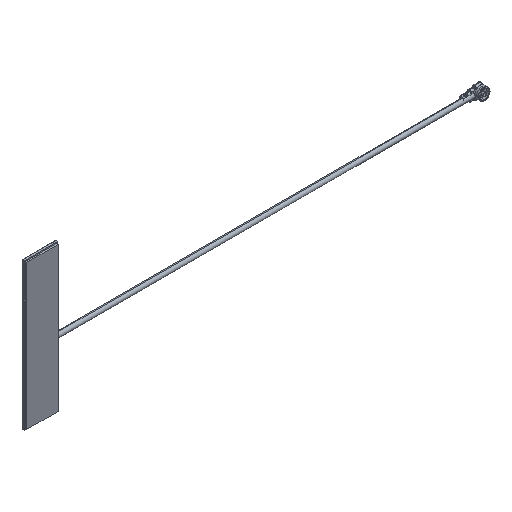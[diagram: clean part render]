
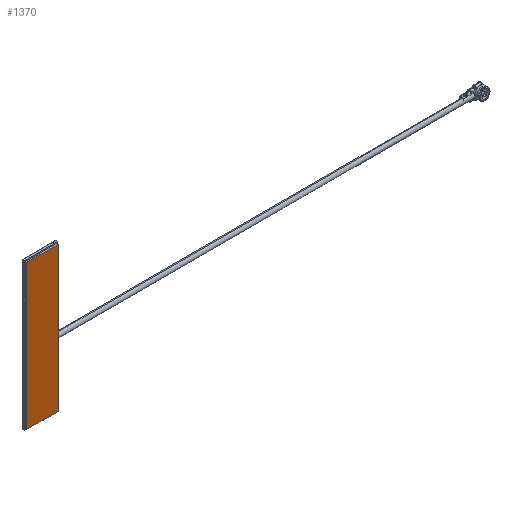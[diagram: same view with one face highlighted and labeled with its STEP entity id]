
A CAD part, isometric view. The second image highlights one B-rep face of the part: STEP entity #1370.
In plain terms, the highlighted planar face has unit normal (0, -1, 0).
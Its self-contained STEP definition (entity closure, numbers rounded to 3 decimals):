
#36 = EDGE_CURVE ( 'NONE', #1776, #2682, #4263, .T. ) ;
#108 = DIRECTION ( 'NONE',  ( -1., 0., 0. ) ) ;
#206 = VECTOR ( 'NONE', #4060, 1000. ) ;
#671 = CARTESIAN_POINT ( 'NONE',  ( -0.254, -0.889, -0.254 ) ) ;
#788 = ORIENTED_EDGE ( 'NONE', *, *, #36, .T. ) ;
#932 = CARTESIAN_POINT ( 'NONE',  ( -0.254, -0.889, -34.747 ) ) ;
#1194 = VECTOR ( 'NONE', #2574, 1000. ) ;
#1370 = ADVANCED_FACE ( 'NONE', ( #3486 ), #1964, .T. ) ;
#1525 = CARTESIAN_POINT ( 'NONE',  ( -7.747, -0.889, -34.747 ) ) ;
#1543 = CARTESIAN_POINT ( 'NONE',  ( -7.747, -0.889, -0.254 ) ) ;
#1551 = CARTESIAN_POINT ( 'NONE',  ( -0.254, -0.889, -34.747 ) ) ;
#1570 = LINE ( 'NONE', #1543, #3498 ) ;
#1652 = EDGE_CURVE ( 'NONE', #3565, #1776, #2893, .T. ) ;
#1776 = VERTEX_POINT ( 'NONE', #1551 ) ;
#1964 = PLANE ( 'NONE',  #3102 ) ;
#2327 = DIRECTION ( 'NONE',  ( 0., 0., -1. ) ) ;
#2373 = CARTESIAN_POINT ( 'NONE',  ( -7.747, -0.889, -34.747 ) ) ;
#2376 = CARTESIAN_POINT ( 'NONE',  ( 0., -0.889, 0. ) ) ;
#2574 = DIRECTION ( 'NONE',  ( 1., 0., 0. ) ) ;
#2616 = VERTEX_POINT ( 'NONE', #4415 ) ;
#2662 = DIRECTION ( 'NONE',  ( 0., -1., 0. ) ) ;
#2682 = VERTEX_POINT ( 'NONE', #671 ) ;
#2893 = LINE ( 'NONE', #1525, #1194 ) ;
#2950 = EDGE_CURVE ( 'NONE', #2682, #2616, #3025, .T. ) ;
#2976 = ORIENTED_EDGE ( 'NONE', *, *, #2950, .T. ) ;
#3025 = LINE ( 'NONE', #3250, #4054 ) ;
#3102 = AXIS2_PLACEMENT_3D ( 'NONE', #2376, #2662, #2327 ) ;
#3120 = EDGE_CURVE ( 'NONE', #2616, #3565, #1570, .T. ) ;
#3250 = CARTESIAN_POINT ( 'NONE',  ( -0.254, -0.889, -0.254 ) ) ;
#3486 = FACE_OUTER_BOUND ( 'NONE', #3664, .T. ) ;
#3498 = VECTOR ( 'NONE', #3742, 1000. ) ;
#3565 = VERTEX_POINT ( 'NONE', #2373 ) ;
#3664 = EDGE_LOOP ( 'NONE', ( #4240, #3921, #788, #2976 ) ) ;
#3742 = DIRECTION ( 'NONE',  ( 0., 0., -1. ) ) ;
#3921 = ORIENTED_EDGE ( 'NONE', *, *, #1652, .T. ) ;
#4054 = VECTOR ( 'NONE', #108, 1000. ) ;
#4060 = DIRECTION ( 'NONE',  ( 0., 0., 1. ) ) ;
#4240 = ORIENTED_EDGE ( 'NONE', *, *, #3120, .T. ) ;
#4263 = LINE ( 'NONE', #932, #206 ) ;
#4415 = CARTESIAN_POINT ( 'NONE',  ( -7.747, -0.889, -0.254 ) ) ;
